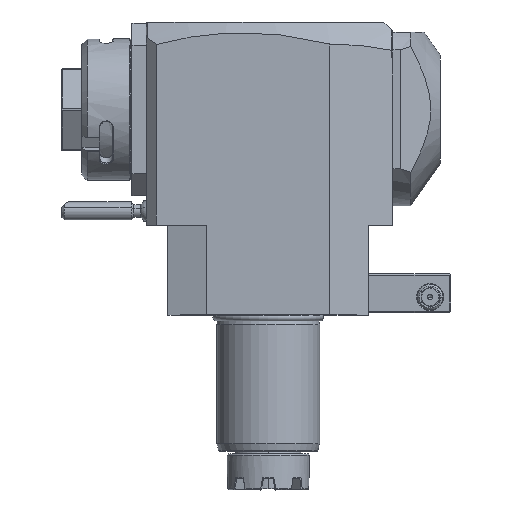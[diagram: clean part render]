
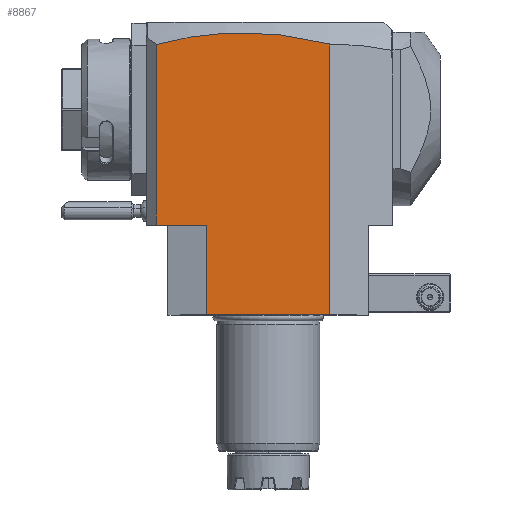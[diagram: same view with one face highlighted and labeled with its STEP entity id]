
A CAD part, top view. The second image highlights one B-rep face of the part: STEP entity #8867.
In plain terms, the highlighted planar face has unit normal (0, 0, 1).
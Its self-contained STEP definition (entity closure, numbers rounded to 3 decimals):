
#1=DIRECTION('',(-1.,0.,0.));
#2=VECTOR('',#1,48.);
#3=CARTESIAN_POINT('',(24.,0.,37.5));
#4=LINE('',#3,#2);
#43=DIRECTION('',(-1.,0.,0.));
#44=VECTOR('',#43,19.5);
#45=CARTESIAN_POINT('',(-24.,35.,37.5));
#46=LINE('',#45,#44);
#47=DIRECTION('',(0.,1.,0.));
#48=VECTOR('',#47,70.258);
#49=CARTESIAN_POINT('',(-43.5,35.,37.5));
#50=LINE('',#49,#48);
#51=CARTESIAN_POINT('',(24.,105.435,37.5));
#52=CARTESIAN_POINT('',(18.371,106.939,37.5));
#53=CARTESIAN_POINT('',(7.115,109.162,37.5));
#54=CARTESIAN_POINT('',(-9.762,110.233,37.5));
#55=CARTESIAN_POINT('',(-26.635,109.072,37.5));
#56=CARTESIAN_POINT('',(-37.879,106.791,37.5));
#57=CARTESIAN_POINT('',(-43.5,105.258,37.5));
#59=DIRECTION('',(0.,-1.,0.));
#60=VECTOR('',#59,105.435);
#61=CARTESIAN_POINT('',(24.,105.435,37.5));
#62=LINE('',#61,#60);
#5010=DIRECTION('',(0.,-1.,0.));
#5011=VECTOR('',#5010,35.);
#5012=CARTESIAN_POINT('',(-24.,35.,37.5));
#5013=LINE('',#5012,#5011);
#8232=VERTEX_POINT('',#51);
#8233=VERTEX_POINT('',#57);
#8559=CARTESIAN_POINT('',(-43.5,35.,37.5));
#8561=VERTEX_POINT('',#8559);
#8599=CARTESIAN_POINT('',(24.,0.,37.5));
#8600=CARTESIAN_POINT('',(-24.,0.,37.5));
#8601=VERTEX_POINT('',#8599);
#8602=VERTEX_POINT('',#8600);
#8809=CARTESIAN_POINT('',(-24.,35.,37.5));
#8810=VERTEX_POINT('',#8809);
#8849=CARTESIAN_POINT('',(-39.202,35.,37.5));
#8850=DIRECTION('',(0.,0.,1.));
#8851=DIRECTION('',(1.,0.,0.));
#8852=AXIS2_PLACEMENT_3D('',#8849,#8850,#8851);
#8853=PLANE('',#8852);
#8855=ORIENTED_EDGE('',*,*,#8854,.T.);
#8857=ORIENTED_EDGE('',*,*,#8856,.T.);
#8859=ORIENTED_EDGE('',*,*,#8858,.F.);
#8861=ORIENTED_EDGE('',*,*,#8860,.T.);
#8862=ORIENTED_EDGE('',*,*,#8818,.T.);
#8864=ORIENTED_EDGE('',*,*,#8863,.F.);
#8865=EDGE_LOOP('',(#8855,#8857,#8859,#8861,#8862,#8864));
#8866=FACE_OUTER_BOUND('',#8865,.F.);
#58=B_SPLINE_CURVE_WITH_KNOTS('',3,(#51,#52,#53,#54,#55,#56,#57),.UNSPECIFIED.,
.F.,.F.,(4,1,1,1,4),(0.,0.25,0.5,0.75,1.),.UNSPECIFIED.);
#8818=EDGE_CURVE('',#8601,#8602,#4,.T.);
#8854=EDGE_CURVE('',#8810,#8561,#46,.T.);
#8856=EDGE_CURVE('',#8561,#8233,#50,.T.);
#8858=EDGE_CURVE('',#8232,#8233,#58,.T.);
#8860=EDGE_CURVE('',#8232,#8601,#62,.T.);
#8863=EDGE_CURVE('',#8810,#8602,#5013,.T.);
#8867=ADVANCED_FACE('',(#8866),#8853,.T.);
